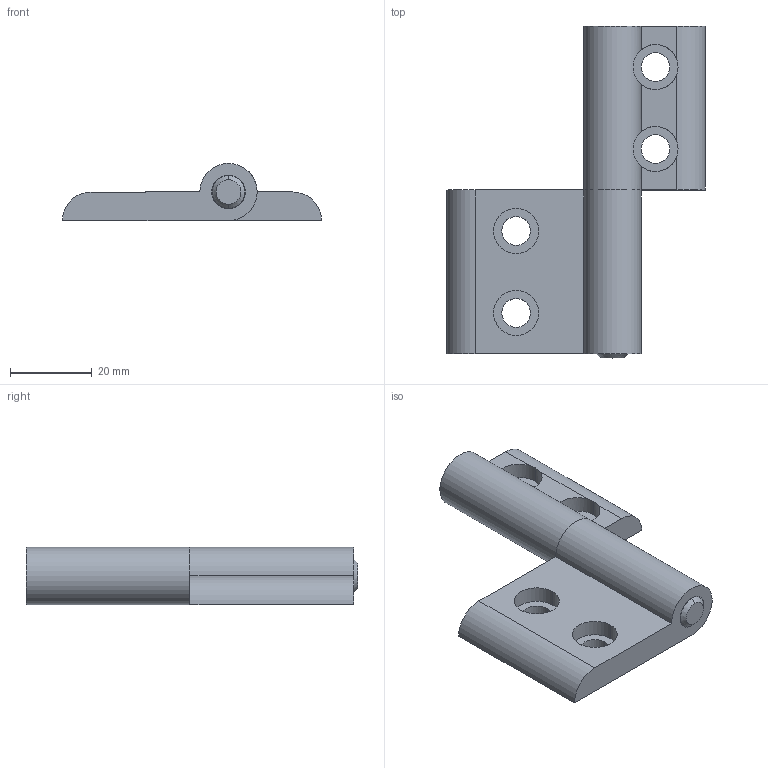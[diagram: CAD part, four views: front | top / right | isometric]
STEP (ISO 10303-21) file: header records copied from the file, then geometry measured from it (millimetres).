
FILE_DESCRIPTION (( 'STEP AP203' ), '1' );
FILE_NAME ('084.500.002.STEP', '2017-06-30T06:49:04', ( 'Localadmin' ), ( 'Microsoft' ), 'SwSTEP 2.0', 'SolidWorks 2016', '' );
FILE_SCHEMA (( 'CONFIG_CONTROL_DESIGN' ));
Length unit declared in the file: millimetre
Products named in the file (4): SEMI CERNIERA_084.500.001.A; SEMI CERNIERA_084.500.002.A; PERNO CERNIERA_084.500.001.B; 084.500.002
Assembly tree (3 placements, depth 2):
  084.500.002
    SEMI CERNIERA_084.500.001.A
    SEMI CERNIERA_084.500.002.A
    PERNO CERNIERA_084.500.001.B
Bounding box: 63.2 x 81 x 14 mm (x, y, z)
Volume: 23852.6 mm3; surface area: 13287.4 mm2
Topology: 3 solids, 3 shells, 168 faces, 396 edges, 236 vertices
Faces by surface type: plane 136, cylinder 28, cone 4
Entity records: 5262 total; most frequent: CARTESIAN_POINT 898, DIRECTION 876, ORIENTED_EDGE 792, EDGE_CURVE 396, AXIS2_PLACEMENT_3D 314, VECTOR 248, LINE 248, VERTEX_POINT 236
